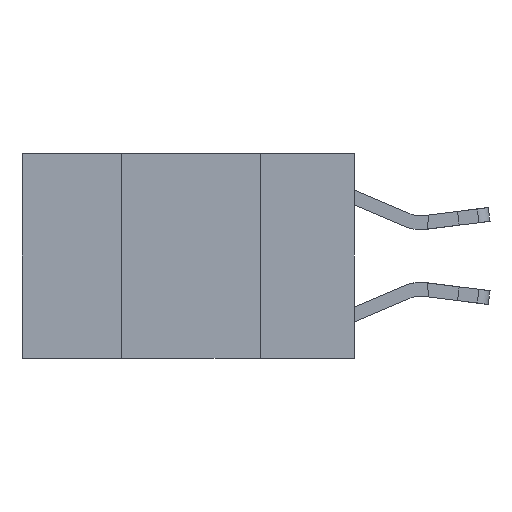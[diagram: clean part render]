
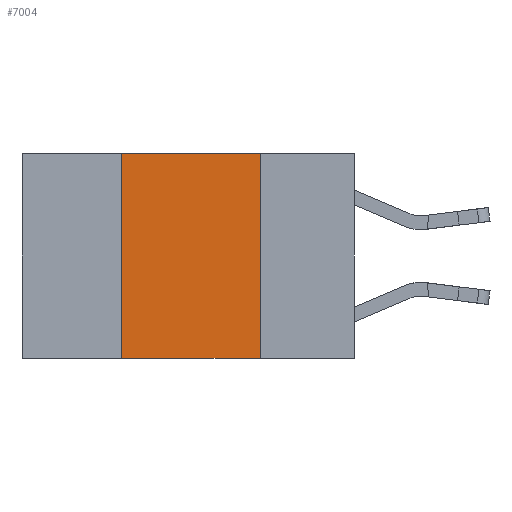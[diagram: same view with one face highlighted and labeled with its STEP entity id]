
A CAD part, left-side view. The second image highlights one B-rep face of the part: STEP entity #7004.
In plain terms, the highlighted planar face has unit normal (-1, 0, 0).
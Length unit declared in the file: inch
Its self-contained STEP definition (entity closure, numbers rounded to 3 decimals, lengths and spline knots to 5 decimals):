
#1058 = EDGE_CURVE ( 'NONE', #12108, #3275, #6497, .T. ) ;
#1241 = VERTEX_POINT ( 'NONE', #11435 ) ;
#1971 = CARTESIAN_POINT ( 'NONE',  ( 0., 0.6, -0.37 ) ) ;
#2073 = DIRECTION ( 'NONE',  ( 0., -1., 0. ) ) ;
#2405 = AXIS2_PLACEMENT_3D ( 'NONE', #9578, #11693, #4202 ) ;
#3231 = CARTESIAN_POINT ( 'NONE',  ( 0., 0.17, 0. ) ) ;
#3275 = VERTEX_POINT ( 'NONE', #10975 ) ;
#3827 = ORIENTED_EDGE ( 'NONE', *, *, #11175, .F. ) ;
#4202 = DIRECTION ( 'NONE',  ( 0., 0., -1. ) ) ;
#4692 = EDGE_CURVE ( 'NONE', #11533, #1241, #5521, .T. ) ;
#5277 = LINE ( 'NONE', #12024, #7830 ) ;
#5521 = LINE ( 'NONE', #13304, #12884 ) ;
#6497 = LINE ( 'NONE', #9767, #9369 ) ;
#7004 = ADVANCED_FACE ( 'NONE', ( #9513 ), #9651, .F. ) ;
#7092 = ORIENTED_EDGE ( 'NONE', *, *, #1058, .F. ) ;
#7431 = DIRECTION ( 'NONE',  ( 0., -1., 0. ) ) ;
#7824 = ORIENTED_EDGE ( 'NONE', *, *, #4692, .F. ) ;
#7830 = VECTOR ( 'NONE', #2073, 39.37008 ) ;
#8955 = CARTESIAN_POINT ( 'NONE',  ( 0., 0.42, -0.37 ) ) ;
#9225 = VECTOR ( 'NONE', #7431, 39.37008 ) ;
#9369 = VECTOR ( 'NONE', #12089, 39.37008 ) ;
#9513 = FACE_OUTER_BOUND ( 'NONE', #12409, .T. ) ;
#9578 = CARTESIAN_POINT ( 'NONE',  ( 0., 0.6, 0. ) ) ;
#9651 = PLANE ( 'NONE',  #2405 ) ;
#9767 = CARTESIAN_POINT ( 'NONE',  ( 0., 0.42, 0. ) ) ;
#10777 = LINE ( 'NONE', #1971, #9225 ) ;
#10975 = CARTESIAN_POINT ( 'NONE',  ( 0., 0.42, 0. ) ) ;
#11175 = EDGE_CURVE ( 'NONE', #3275, #11533, #5277, .T. ) ;
#11435 = CARTESIAN_POINT ( 'NONE',  ( 0., 0.17, -0.37 ) ) ;
#11533 = VERTEX_POINT ( 'NONE', #3231 ) ;
#11693 = DIRECTION ( 'NONE',  ( 1., 0., 0. ) ) ;
#12024 = CARTESIAN_POINT ( 'NONE',  ( 0., 0.6, 0. ) ) ;
#12089 = DIRECTION ( 'NONE',  ( 0., 0., 1. ) ) ;
#12108 = VERTEX_POINT ( 'NONE', #8955 ) ;
#12409 = EDGE_LOOP ( 'NONE', ( #7824, #3827, #7092, #13357 ) ) ;
#12884 = VECTOR ( 'NONE', #12888, 39.37008 ) ;
#12888 = DIRECTION ( 'NONE',  ( 0., 0., -1. ) ) ;
#13304 = CARTESIAN_POINT ( 'NONE',  ( 0., 0.17, 0. ) ) ;
#13357 = ORIENTED_EDGE ( 'NONE', *, *, #14060, .T. ) ;
#14060 = EDGE_CURVE ( 'NONE', #12108, #1241, #10777, .T. ) ;
